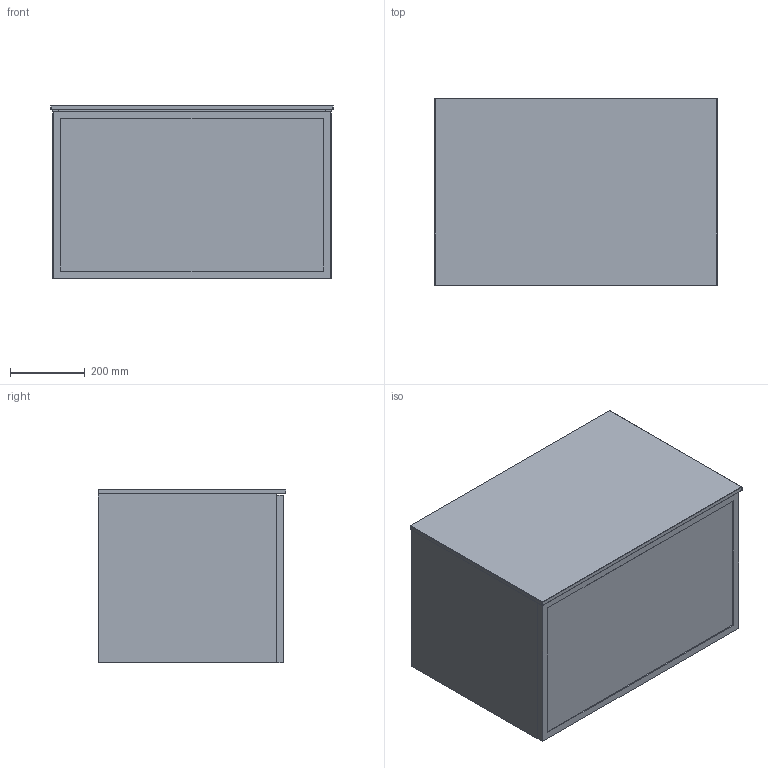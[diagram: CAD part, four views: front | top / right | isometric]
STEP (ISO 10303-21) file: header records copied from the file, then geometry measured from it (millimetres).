
FILE_DESCRIPTION(/* description */ (''),/* implementation_level */ '2;1');
FILE_NAME(/* name */ 'Kado Lux Slim 750 (12MM)',/* time_stamp */ '2025-07-09T15:05:22+10:00',/* author */ (''),/* organization */ (''),/* preprocessor_version */ 'ST-DEVELOPER v16.5',/* originating_system */ '',/* authorisation */ '');
FILE_SCHEMA (('AUTOMOTIVE_DESIGN'));
Length unit declared in the file: millimetre
Products named in the file (10): Document; Kado Lux Slim 750 (12MM); 12MM Benchtops (All-Drawer)5; 750 Benchtop (12MM) Lux Slim3; 750 Benchtop (12MM) Lux Slim; Kado Lux Slim ALL6; Kado Lux Slim 750; Lux Slim Drawer Front 7404; Lux Slim Drawer Front 7402; Kado Lux Slim Carcass 750
Assembly tree (9 placements, depth 6):
  Document
    Kado Lux Slim 750 (12MM)
      12MM Benchtops (All-Drawer)5
        750 Benchtop (12MM) Lux Slim3
          750 Benchtop (12MM) Lux Slim
      Kado Lux Slim ALL6
        Kado Lux Slim 750
          Lux Slim Drawer Front 7404
            Lux Slim Drawer Front 7402
          Kado Lux Slim Carcass 750
Bounding box: 755 x 500 x 462 mm (x, y, z)
Volume: 27517697.5 mm3; surface area: 3889225.8 mm2
Topology: 7 solids, 7 shells, 61 faces, 126 edges, 76 vertices
Faces by surface type: plane 47, cylinder 10, bspline 4
Entity records: 1829 total; most frequent: CARTESIAN_POINT 599, ORIENTED_EDGE 244, EDGE_CURVE 122, B_SPLINE_CURVE_WITH_KNOTS 106, DIRECTION 101, AXIS2_PLACEMENT_3D 79, VERTEX_POINT 76, EDGE_LOOP 62
